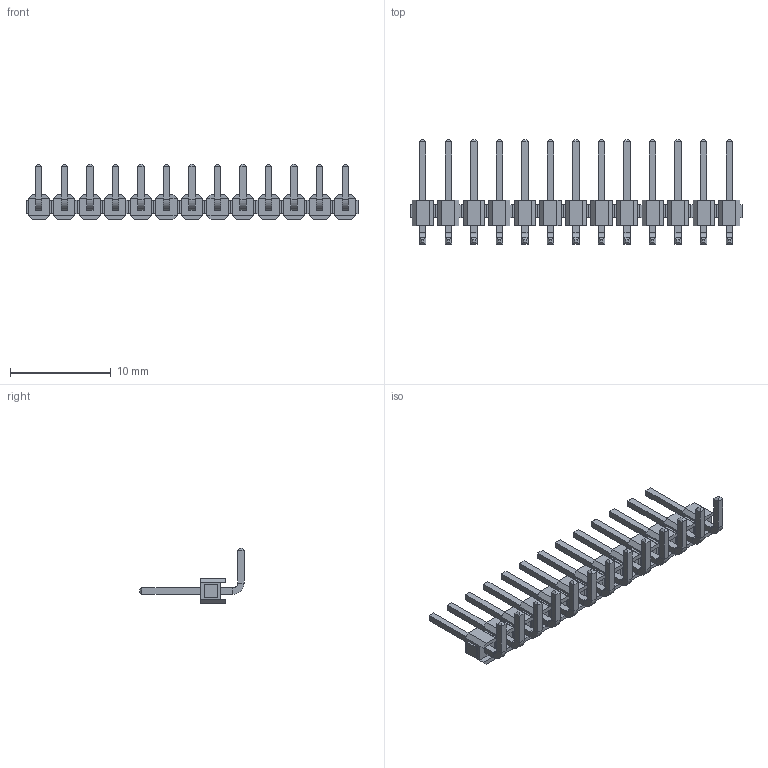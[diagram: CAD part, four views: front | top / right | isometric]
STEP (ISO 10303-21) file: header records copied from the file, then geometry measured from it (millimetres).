
FILE_DESCRIPTION (( 'STEP AP214' ), '1' );
FILE_NAME ('PLSR-13D.STEP', '2019-07-02T21:18:04', ( '' ), ( '' ), 'SwSTEP 2.0', 'SolidWorks 2018', '' );
FILE_SCHEMA (( 'AUTOMOTIVE_DESIGN' ));
Length unit declared in the file: millimetre
Products named in the file (1): PLSR-13D
Bounding box: 33.02 x 10.36 x 5.54 mm (x, y, z)
Volume: 212.5 mm3; surface area: 829.8 mm2
Topology: 13 solids, 13 shells, 650 faces, 1456 edges, 884 vertices
Faces by surface type: plane 624, cylinder 26
Entity records: 24664 total; most frequent: CARTESIAN_POINT 2991, ORIENTED_EDGE 2912, DIRECTION 2810, EDGE_CURVE 1456, LINE 1404, VECTOR 1404, VERTEX_POINT 884, AXIS2_PLACEMENT_3D 703
